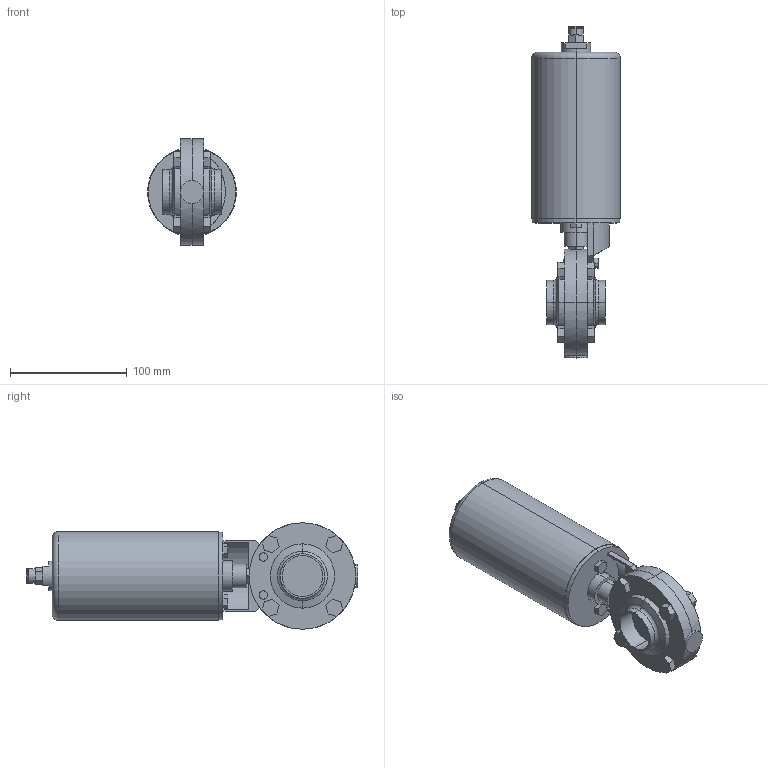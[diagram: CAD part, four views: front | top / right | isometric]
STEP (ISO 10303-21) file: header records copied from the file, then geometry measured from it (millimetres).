
FILE_DESCRIPTION (( 'STEP AP203' ), '1' );
FILE_NAME ('A480 W_W OD 1.5 & A940 T1_10.010.16.0044.STEP', '2020-10-05T06:20:17', ( '' ), ( '' ), 'SwSTEP 2.0', 'SolidWorks 2018', '' );
FILE_SCHEMA (( 'CONFIG_CONTROL_DESIGN' ));
Length unit declared in the file: millimetre
Products named in the file (6): 10.412.15.0001_A940 T1 Est…ndard; A480 W_W OD 1.5 & A940 T1_10.010.16.0044; 10.412.15.0002_T1 - T2  A480-A940  ; 10.010.15.0007_W OD 1«"; 10.010.16.0002_A480 W_W OD 1«"; 10.010.15.0002_OD 1«"
Assembly tree (6 placements, depth 3):
  A480 W_W OD 1.5 & A940 T1_10.010.16.0044
    10.010.16.0002_A480 W_W OD 1«"
      10.010.15.0002_OD 1«"
      10.010.15.0007_W OD 1«"  x2
    10.412.15.0002_T1 - T2  A480-A940  
    10.412.15.0001_A940 T1 Est…ndard
Bounding box: 76 x 284 x 91 mm (x, y, z)
Volume: 844271.7 mm3; surface area: 107660.9 mm2
Topology: 5 solids, 5 shells, 210 faces, 482 edges, 312 vertices
Faces by surface type: plane 139, cylinder 57, torus 10, cone 4
Entity records: 5203 total; most frequent: CARTESIAN_POINT 851, DIRECTION 816, ORIENTED_EDGE 724, EDGE_CURVE 362, AXIS2_PLACEMENT_3D 289, LINE 238, VECTOR 238, VERTEX_POINT 234
